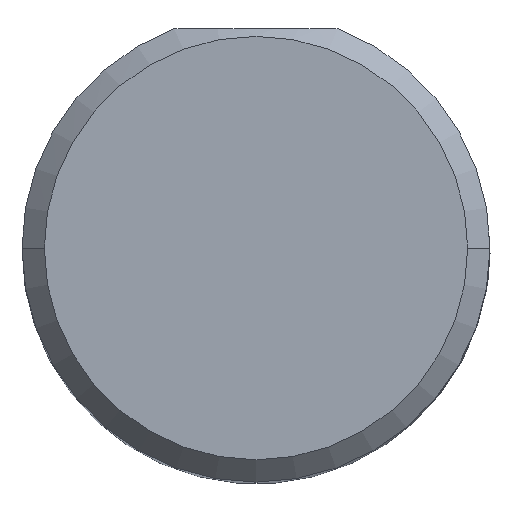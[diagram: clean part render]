
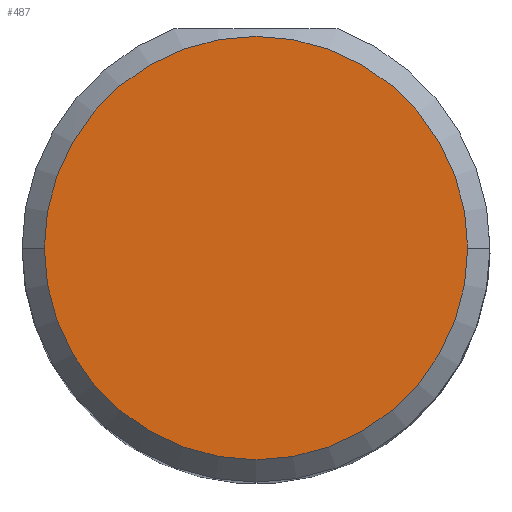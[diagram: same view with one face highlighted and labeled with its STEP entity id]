
A CAD part, top view. The second image highlights one B-rep face of the part: STEP entity #487.
In plain terms, the highlighted planar face has unit normal (0, 0, 1).
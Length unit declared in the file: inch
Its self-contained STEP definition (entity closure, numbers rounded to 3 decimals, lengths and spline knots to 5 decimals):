
#1 = DIRECTION ( 'NONE',  ( 1., 0., 0. ) ) ;
#27 = DIRECTION ( 'NONE',  ( 0., 0., 1. ) ) ;
#33 = DIRECTION ( 'NONE',  ( 1., 0., 0. ) ) ;
#65 = DIRECTION ( 'NONE',  ( 1., 0., 0. ) ) ;
#79 = EDGE_CURVE ( 'NONE', #247, #383, #329, .T. ) ;
#111 = CARTESIAN_POINT ( 'NONE',  ( 0., 0., 2.48032 ) ) ;
#112 = AXIS2_PLACEMENT_3D ( 'NONE', #458, #290, #1 ) ;
#141 = EDGE_LOOP ( 'NONE', ( #346, #179 ) ) ;
#152 = AXIS2_PLACEMENT_3D ( 'NONE', #111, #285, #33 ) ;
#155 = CARTESIAN_POINT ( 'NONE',  ( 0., 0., 2.48032 ) ) ;
#179 = ORIENTED_EDGE ( 'NONE', *, *, #79, .T. ) ;
#184 = EDGE_CURVE ( 'NONE', #383, #247, #384, .T. ) ;
#194 = FACE_OUTER_BOUND ( 'NONE', #141, .T. ) ;
#220 = CARTESIAN_POINT ( 'NONE',  ( -0.14248, 0., 2.48032 ) ) ;
#247 = VERTEX_POINT ( 'NONE', #471 ) ;
#263 = AXIS2_PLACEMENT_3D ( 'NONE', #155, #27, #65 ) ;
#285 = DIRECTION ( 'NONE',  ( 0., 0., 1. ) ) ;
#290 = DIRECTION ( 'NONE',  ( 0., 0., 1. ) ) ;
#329 = CIRCLE ( 'NONE', #152, 0.14248 ) ;
#346 = ORIENTED_EDGE ( 'NONE', *, *, #184, .T. ) ;
#383 = VERTEX_POINT ( 'NONE', #220 ) ;
#384 = CIRCLE ( 'NONE', #112, 0.14248 ) ;
#458 = CARTESIAN_POINT ( 'NONE',  ( 0., 0., 2.48032 ) ) ;
#471 = CARTESIAN_POINT ( 'NONE',  ( 0.14248, 0., 2.48032 ) ) ;
#475 = PLANE ( 'NONE',  #263 ) ;
#487 = ADVANCED_FACE ( 'NONE', ( #194 ), #475, .T. ) ;
